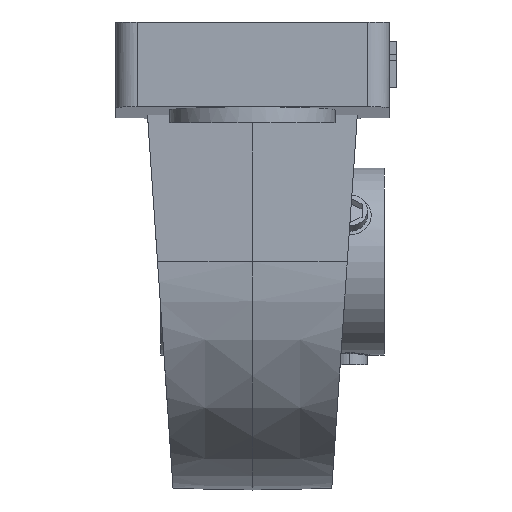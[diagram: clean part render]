
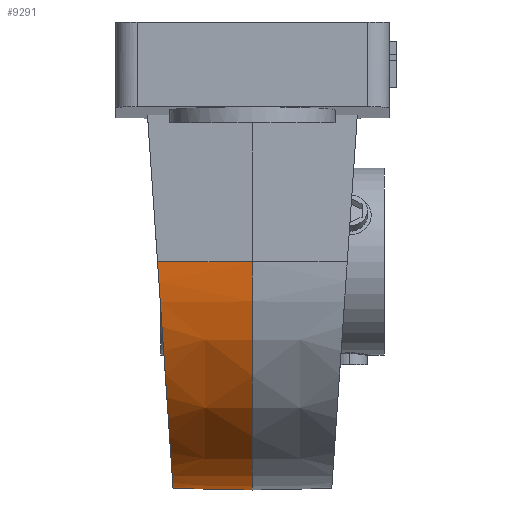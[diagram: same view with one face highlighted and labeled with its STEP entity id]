
A CAD part, left-side view. The second image highlights one B-rep face of the part: STEP entity #9291.
In plain terms, the highlighted conical face has half-angle 1.146 degrees and reference radius 31.568 mm.
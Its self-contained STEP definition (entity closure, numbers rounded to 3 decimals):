
#3216=CARTESIAN_POINT('',(0.,0.,-0.8));
#3217=DIRECTION('',(0.,1.,0.));
#3218=DIRECTION('',(1.,0.,0.));
#3219=AXIS2_PLACEMENT_3D('',#3216,#3217,#3218);
#3299=DIRECTION('',(-0.02,1.,0.));
#3300=VECTOR('',#3299,13.178);
#3301=CARTESIAN_POINT('',(31.7,0.,-0.8));
#3302=LINE('',#3301,#3300);
#3303=DIRECTION('',(-0.02,-1.,0.));
#3304=VECTOR('',#3303,13.178);
#3305=CARTESIAN_POINT('',(-31.436,13.175,-0.8));
#3306=LINE('',#3305,#3304);
#3335=CARTESIAN_POINT('',(31.436,13.175,-0.8));
#3336=CARTESIAN_POINT('',(31.442,12.921,-4.507));
#3337=CARTESIAN_POINT('',(30.431,12.509,-10.514));
#3338=CARTESIAN_POINT('',(26.526,11.987,-18.125));
#3339=CARTESIAN_POINT('',(22.405,11.637,-23.218));
#3340=CARTESIAN_POINT('',(17.318,11.354,-27.346));
#3341=CARTESIAN_POINT('',(11.615,11.152,-30.279));
#3342=CARTESIAN_POINT('',(6.689,11.057,-31.672));
#3343=CARTESIAN_POINT('',(2.81,11.021,-32.198));
#3344=CARTESIAN_POINT('',(0.,11.012,-32.321));
#3345=CARTESIAN_POINT('',(-2.81,11.021,
-32.198));
#3346=CARTESIAN_POINT('',(-6.689,11.057,
-31.672));
#3347=CARTESIAN_POINT('',(-11.615,11.152,
-30.279));
#3348=CARTESIAN_POINT('',(-17.318,11.354,
-27.346));
#3349=CARTESIAN_POINT('',(-22.405,11.637,
-23.218));
#3350=CARTESIAN_POINT('',(-26.526,11.987,
-18.125));
#3351=CARTESIAN_POINT('',(-30.431,12.509,
-10.514));
#3352=CARTESIAN_POINT('',(-31.442,12.921,
-4.507));
#3353=CARTESIAN_POINT('',(-31.436,13.175,-0.8));
#3760=CARTESIAN_POINT('',(31.7,0.,-0.8));
#3762=VERTEX_POINT('',#3760);
#3763=CARTESIAN_POINT('',(31.436,13.175,-0.8));
#3764=VERTEX_POINT('',#3763);
#3765=CARTESIAN_POINT('',(-31.7,0.,-0.8));
#3766=VERTEX_POINT('',#3765);
#3768=VERTEX_POINT('',#3353);
#9277=CARTESIAN_POINT('',(0.,6.588,-0.8));
#9278=DIRECTION('',(0.,-1.,0.));
#9279=DIRECTION('',(1.,0.,0.));
#9280=AXIS2_PLACEMENT_3D('',#9277,#9278,#9279);
#9281=CONICAL_SURFACE('',#9280,31.568,1.146);
#9283=ORIENTED_EDGE('',*,*,#9282,.T.);
#9285=ORIENTED_EDGE('',*,*,#9284,.T.);
#9287=ORIENTED_EDGE('',*,*,#9286,.T.);
#9288=ORIENTED_EDGE('',*,*,#9251,.F.);
#9289=EDGE_LOOP('',(#9283,#9285,#9287,#9288));
#9290=FACE_OUTER_BOUND('',#9289,.F.);
#9291=ADVANCED_FACE('',(#9290),#9281,.T.);
#3220=CIRCLE('',#3219,31.7);
#3354=B_SPLINE_CURVE_WITH_KNOTS('',3,(#3335,#3336,#3337,#3338,#3339,#3340,#3341,
#3342,#3343,#3344,#3345,#3346,#3347,#3348,#3349,#3350,#3351,#3352,#3353),
.UNSPECIFIED.,.F.,.F.,(4,1,1,1,1,1,1,1,1,1,1,1,1,1,1,1,4),(0.,0.125,
0.188,0.25,0.313,0.375,0.438,0.469,0.5,0.531,0.563,
0.625,0.688,0.75,0.813,0.875,1.),.UNSPECIFIED.);
#9251=EDGE_CURVE('',#3762,#3766,#3220,.T.);
#9282=EDGE_CURVE('',#3762,#3764,#3302,.T.);
#9284=EDGE_CURVE('',#3764,#3768,#3354,.T.);
#9286=EDGE_CURVE('',#3768,#3766,#3306,.T.);
